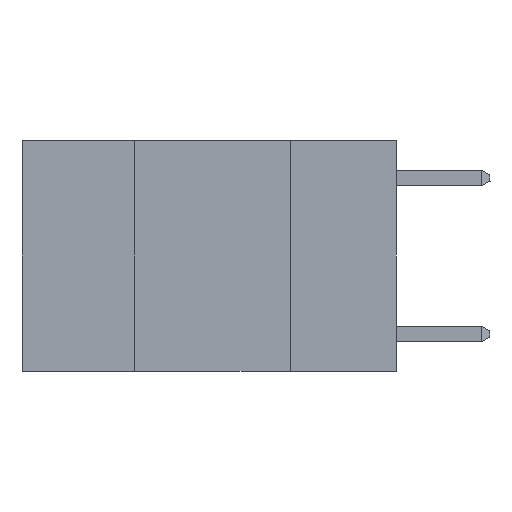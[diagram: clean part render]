
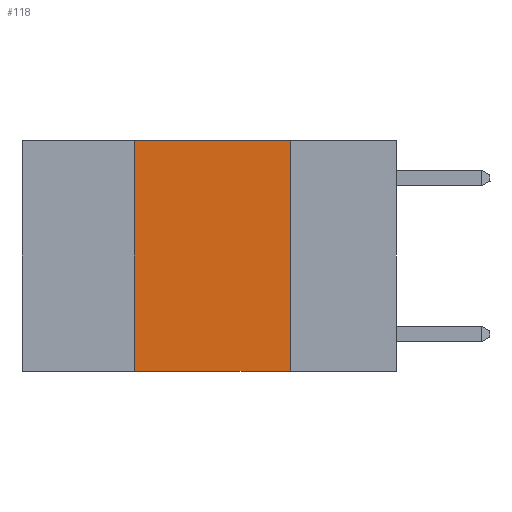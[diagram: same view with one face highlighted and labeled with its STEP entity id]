
A CAD part, left-side view. The second image highlights one B-rep face of the part: STEP entity #118.
In plain terms, the highlighted planar face has unit normal (-1, 0, 0).
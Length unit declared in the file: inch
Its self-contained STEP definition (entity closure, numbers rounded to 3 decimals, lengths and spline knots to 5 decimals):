
#77 = ORIENTED_EDGE ( 'NONE', *, *, #8644, .F. ) ;
#96 = ORIENTED_EDGE ( 'NONE', *, *, #1979, .F. ) ;
#118 = ADVANCED_FACE ( 'NONE', ( #12715 ), #15578, .F. ) ;
#955 = ORIENTED_EDGE ( 'NONE', *, *, #14972, .T. ) ;
#1538 = CARTESIAN_POINT ( 'NONE',  ( 0., 0.42, -0.37 ) ) ;
#1917 = VECTOR ( 'NONE', #6484, 39.37008 ) ;
#1979 = EDGE_CURVE ( 'NONE', #12832, #12380, #9466, .T. ) ;
#3520 = VECTOR ( 'NONE', #6015, 39.37008 ) ;
#4042 = CARTESIAN_POINT ( 'NONE',  ( 0., 0.17, 0. ) ) ;
#4222 = EDGE_CURVE ( 'NONE', #8146, #12794, #4505, .T. ) ;
#4505 = LINE ( 'NONE', #13095, #10989 ) ;
#4758 = CARTESIAN_POINT ( 'NONE',  ( 0., 0.6, -0.37 ) ) ;
#4809 = DIRECTION ( 'NONE',  ( 0., 0., -1. ) ) ;
#5348 = LINE ( 'NONE', #16611, #1917 ) ;
#6015 = DIRECTION ( 'NONE',  ( 0., -1., 0. ) ) ;
#6484 = DIRECTION ( 'NONE',  ( 0., -1., 0. ) ) ;
#7976 = EDGE_LOOP ( 'NONE', ( #11391, #77, #96, #955 ) ) ;
#8146 = VERTEX_POINT ( 'NONE', #4042 ) ;
#8161 = CARTESIAN_POINT ( 'NONE',  ( 0., 0.42, 0. ) ) ;
#8644 = EDGE_CURVE ( 'NONE', #12380, #8146, #5348, .T. ) ;
#8831 = CARTESIAN_POINT ( 'NONE',  ( 0., 0.42, 0. ) ) ;
#9289 = VECTOR ( 'NONE', #13440, 39.37008 ) ;
#9466 = LINE ( 'NONE', #8831, #9289 ) ;
#10989 = VECTOR ( 'NONE', #13109, 39.37008 ) ;
#11391 = ORIENTED_EDGE ( 'NONE', *, *, #4222, .F. ) ;
#12380 = VERTEX_POINT ( 'NONE', #8161 ) ;
#12715 = FACE_OUTER_BOUND ( 'NONE', #7976, .T. ) ;
#12794 = VERTEX_POINT ( 'NONE', #14358 ) ;
#12832 = VERTEX_POINT ( 'NONE', #1538 ) ;
#13095 = CARTESIAN_POINT ( 'NONE',  ( 0., 0.17, 0. ) ) ;
#13109 = DIRECTION ( 'NONE',  ( 0., 0., -1. ) ) ;
#13440 = DIRECTION ( 'NONE',  ( 0., 0., 1. ) ) ;
#13798 = LINE ( 'NONE', #4758, #3520 ) ;
#14358 = CARTESIAN_POINT ( 'NONE',  ( 0., 0.17, -0.37 ) ) ;
#14374 = AXIS2_PLACEMENT_3D ( 'NONE', #15968, #14388, #4809 ) ;
#14388 = DIRECTION ( 'NONE',  ( 1., 0., 0. ) ) ;
#14972 = EDGE_CURVE ( 'NONE', #12832, #12794, #13798, .T. ) ;
#15578 = PLANE ( 'NONE',  #14374 ) ;
#15968 = CARTESIAN_POINT ( 'NONE',  ( 0., 0.6, 0. ) ) ;
#16611 = CARTESIAN_POINT ( 'NONE',  ( 0., 0.6, 0. ) ) ;
